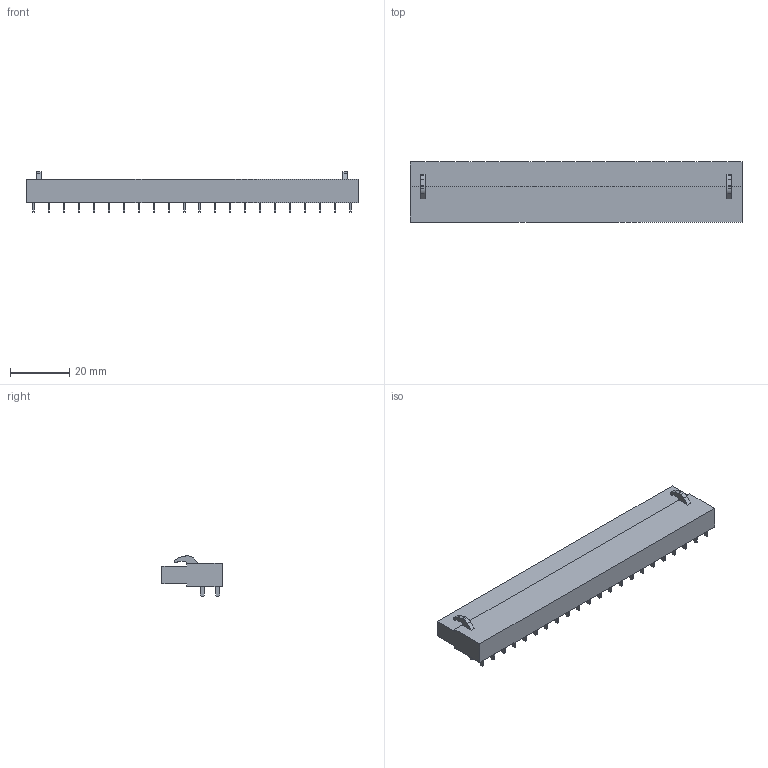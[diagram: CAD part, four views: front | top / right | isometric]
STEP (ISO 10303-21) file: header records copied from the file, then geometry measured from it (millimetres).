
FILE_DESCRIPTION(('CATIA V5 STEP','CAx-IF Rec.Pracs.--- Model Styling and Organization---1.2---2011-12-15'),'2;1');
FILE_NAME ('D1454277_0', '2018-09-01T03:03:23+00:00', ('none'), ('Weidmueller'), 'CATIA Version 5-6 Release 2014', 'CATIA V5 STEP AP214', 'none');
FILE_SCHEMA(('AUTOMOTIVE_DESIGN { 1 0 10303 214 1 1 1 1 }'));
Length unit declared in the file: millimetre
Products named in the file (1): 1648510000
Bounding box: 111.76 x 20.25 x 13.48 mm (x, y, z)
Volume: 15712.2 mm3; surface area: 7557.1 mm2
Topology: 45 solids, 45 shells, 684 faces, 1578 edges, 1052 vertices
Faces by surface type: plane 626, cone 44, cylinder 14
Entity records: 17293 total; most frequent: ORIENTED_EDGE 3156, CARTESIAN_POINT 3041, DIRECTION 2266, EDGE_CURVE 1578, VECTOR 1418, LINE 1418, VERTEX_POINT 1052, EDGE_LOOP 752
